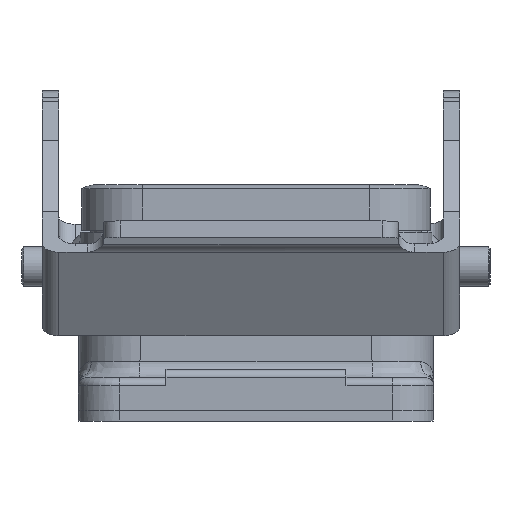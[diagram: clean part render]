
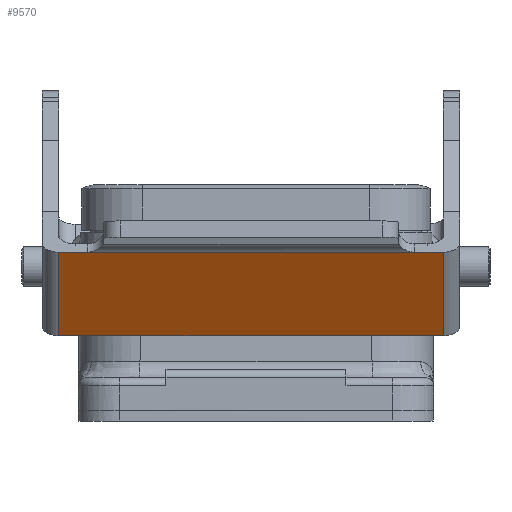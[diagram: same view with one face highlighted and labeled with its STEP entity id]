
A CAD part, left-side view. The second image highlights one B-rep face of the part: STEP entity #9570.
In plain terms, the highlighted face is planar.
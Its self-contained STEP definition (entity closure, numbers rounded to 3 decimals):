
#9428=CARTESIAN_POINT('',(27.125,6.684,-47.));
#9429=VERTEX_POINT('',#9428);
#9447=CARTESIAN_POINT('',(27.125,18.684,-47.));
#9448=VERTEX_POINT('',#9447);
#9456=CARTESIAN_POINT('',(27.125,18.684,-47.));
#9457=DIRECTION('',(0.0,-1.0,0.0));
#9458=VECTOR('',#9457,12.);
#9459=LINE('',#9456,#9458);
#9460=EDGE_CURVE('',#9448,#9429,#9459,.T.);
#9471=CARTESIAN_POINT('',(27.125,6.684,0.0));
#9472=VERTEX_POINT('',#9471);
#9473=CARTESIAN_POINT('',(27.125,6.684,-47.));
#9474=DIRECTION('',(0.0,0.0,1.0));
#9475=VECTOR('',#9474,47.);
#9476=LINE('',#9473,#9475);
#9477=EDGE_CURVE('',#9429,#9472,#9476,.T.);
#9531=CARTESIAN_POINT('',(27.125,12.684,-23.5));
#9532=DIRECTION('',(1.0,0.0,0.0));
#9533=DIRECTION('',(0.0,0.0,-1.0));
#9534=AXIS2_PLACEMENT_3D('',#9531,#9532,#9533);
#9535=PLANE('',#9534);
#9536=ORIENTED_EDGE('',*,*,#9460,.F.);
#9537=CARTESIAN_POINT('',(27.125,18.684,-43.5));
#9538=VERTEX_POINT('',#9537);
#9539=CARTESIAN_POINT('',(27.125,18.684,-43.5));
#9540=DIRECTION('',(0.0,0.0,-1.0));
#9541=VECTOR('',#9540,3.5);
#9542=LINE('',#9539,#9541);
#9543=EDGE_CURVE('',#9538,#9448,#9542,.T.);
#9544=ORIENTED_EDGE('',*,*,#9543,.F.);
#9545=CARTESIAN_POINT('',(27.125,18.684,-3.5));
#9546=VERTEX_POINT('',#9545);
#9547=CARTESIAN_POINT('',(27.125,18.684,-3.5));
#9548=DIRECTION('',(0.0,0.0,-1.0));
#9549=VECTOR('',#9548,40.);
#9550=LINE('',#9547,#9549);
#9551=EDGE_CURVE('',#9546,#9538,#9550,.T.);
#9552=ORIENTED_EDGE('',*,*,#9551,.F.);
#9553=CARTESIAN_POINT('',(27.125,18.684,0.0));
#9554=VERTEX_POINT('',#9553);
#9555=CARTESIAN_POINT('',(27.125,18.684,0.0));
#9556=DIRECTION('',(0.0,0.0,-1.0));
#9557=VECTOR('',#9556,3.5);
#9558=LINE('',#9555,#9557);
#9559=EDGE_CURVE('',#9554,#9546,#9558,.T.);
#9560=ORIENTED_EDGE('',*,*,#9559,.F.);
#9561=CARTESIAN_POINT('',(27.125,6.684,0.0));
#9562=DIRECTION('',(0.0,1.0,0.0));
#9563=VECTOR('',#9562,12.);
#9564=LINE('',#9561,#9563);
#9565=EDGE_CURVE('',#9472,#9554,#9564,.T.);
#9566=ORIENTED_EDGE('',*,*,#9565,.F.);
#9567=ORIENTED_EDGE('',*,*,#9477,.F.);
#9568=EDGE_LOOP('',(#9536,#9544,#9552,#9560,#9566,#9567));
#9569=FACE_OUTER_BOUND('',#9568,.T.);
#9570=ADVANCED_FACE('',(#9569),#9535,.T.);
